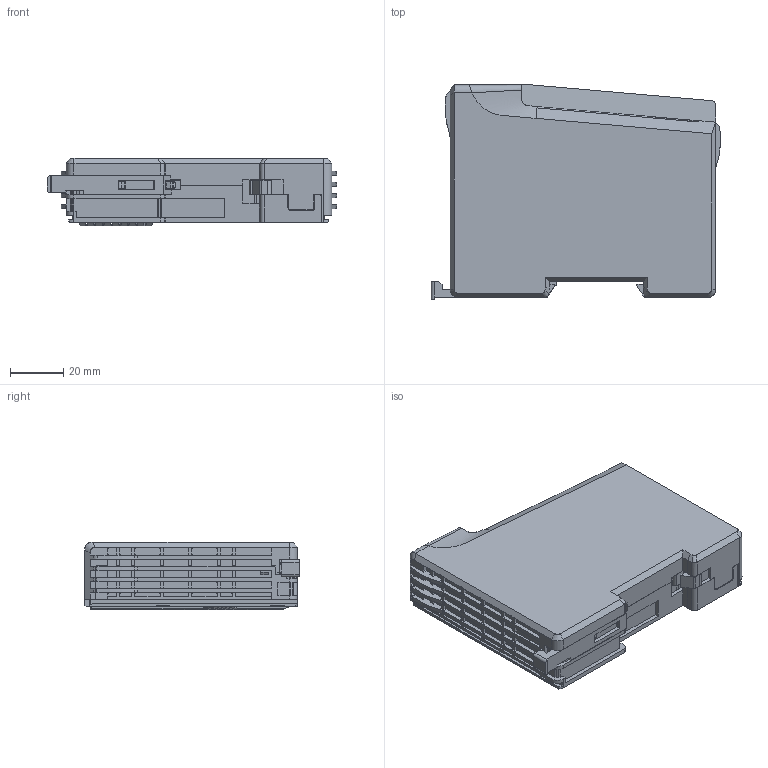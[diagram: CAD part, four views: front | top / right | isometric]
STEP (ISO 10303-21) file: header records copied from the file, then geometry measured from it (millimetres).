
FILE_DESCRIPTION (( 'STEP AP203' ), '1' );
FILE_NAME ('IOD-430-ST-MI0000.STEP', '2025-07-07T08:46:08', ( '' ), ( '' ), 'SwSTEP 2.0', 'SolidWorks 2022', '' );
FILE_SCHEMA (( 'CONFIG_CONTROL_DESIGN' ));
Length unit declared in the file: millimetre
Products named in the file (1): IOD-430-ST-MI0000
Bounding box: 108.84 x 80.7 x 25.55 mm (x, y, z)
Volume: 162786.1 mm3; surface area: 37253.5 mm2
Topology: 1 solids, 2 shells, 2595 faces, 7377 edges, 4789 vertices
Faces by surface type: plane 1576, cylinder 689, bspline 206, torus 65, sphere 32, cone 27
Entity records: 93433 total; most frequent: CARTESIAN_POINT 30549, ORIENTED_EDGE 14754, DIRECTION 10765, EDGE_CURVE 7377, VERTEX_POINT 4789, LINE 4489, VECTOR 4489, AXIS2_PLACEMENT_3D 3138
